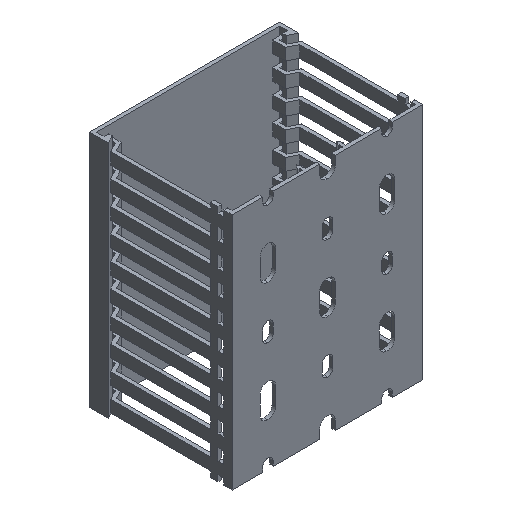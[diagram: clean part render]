
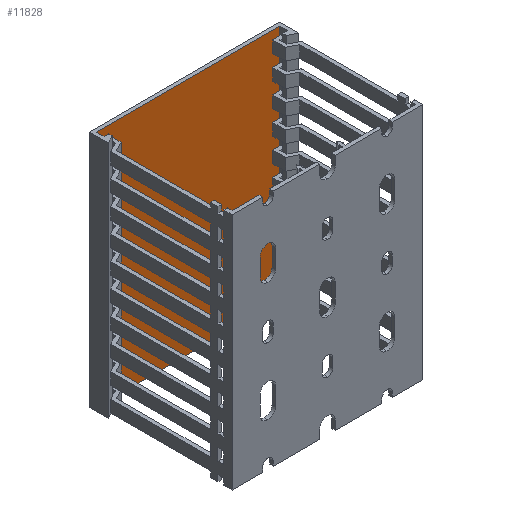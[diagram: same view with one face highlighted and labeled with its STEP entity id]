
A CAD part, isometric view. The second image highlights one B-rep face of the part: STEP entity #11828.
In plain terms, the highlighted planar face has unit normal (0, -1, 0).
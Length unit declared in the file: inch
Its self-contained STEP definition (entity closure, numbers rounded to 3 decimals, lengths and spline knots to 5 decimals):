
#19 = ORIENTED_EDGE ( 'NONE', *, *, #13054, .F. ) ;
#24 = ORIENTED_EDGE ( 'NONE', *, *, #4070, .F. ) ;
#1051 = LINE ( 'NONE', #9446, #1130 ) ;
#1130 = VECTOR ( 'NONE', #7433, 39.37008 ) ;
#1380 = ORIENTED_EDGE ( 'NONE', *, *, #9280, .T. ) ;
#1761 = EDGE_LOOP ( 'NONE', ( #19, #1380, #10636, #24 ) ) ;
#1984 = DIRECTION ( 'NONE',  ( -1., 0., 0. ) ) ;
#2105 = CARTESIAN_POINT ( 'NONE',  ( 1.51575, 2.30315, 0. ) ) ;
#2306 = EDGE_CURVE ( 'NONE', #12221, #13293, #7082, .T. ) ;
#2383 = PLANE ( 'NONE',  #7089 ) ;
#2567 = CARTESIAN_POINT ( 'NONE',  ( -1.51575, 2.30315, -3.93701 ) ) ;
#4070 = EDGE_CURVE ( 'NONE', #6875, #13293, #6403, .T. ) ;
#4246 = CARTESIAN_POINT ( 'NONE',  ( -1.51575, 2.30315, -3.93701 ) ) ;
#5332 = VECTOR ( 'NONE', #12743, 39.37008 ) ;
#6153 = VERTEX_POINT ( 'NONE', #6684 ) ;
#6403 = LINE ( 'NONE', #2567, #13107 ) ;
#6684 = CARTESIAN_POINT ( 'NONE',  ( 1.51575, 2.30315, -3.93701 ) ) ;
#6875 = VERTEX_POINT ( 'NONE', #4246 ) ;
#7082 = LINE ( 'NONE', #12194, #7985 ) ;
#7089 = AXIS2_PLACEMENT_3D ( 'NONE', #12599, #8489, #10641 ) ;
#7433 = DIRECTION ( 'NONE',  ( -1., 0., 0. ) ) ;
#7692 = CARTESIAN_POINT ( 'NONE',  ( 1.51575, 2.30315, -3.93701 ) ) ;
#7985 = VECTOR ( 'NONE', #1984, 39.37008 ) ;
#8489 = DIRECTION ( 'NONE',  ( 0., -1., 0. ) ) ;
#9280 = EDGE_CURVE ( 'NONE', #6153, #12221, #9714, .T. ) ;
#9446 = CARTESIAN_POINT ( 'NONE',  ( 0., 2.30315, -3.93701 ) ) ;
#9499 = FACE_OUTER_BOUND ( 'NONE', #1761, .T. ) ;
#9687 = DIRECTION ( 'NONE',  ( 0., 0., 1. ) ) ;
#9714 = LINE ( 'NONE', #7692, #5332 ) ;
#10636 = ORIENTED_EDGE ( 'NONE', *, *, #2306, .T. ) ;
#10641 = DIRECTION ( 'NONE',  ( 0., 0., -1. ) ) ;
#11617 = CARTESIAN_POINT ( 'NONE',  ( -1.51575, 2.30315, 0. ) ) ;
#11828 = ADVANCED_FACE ( 'NONE', ( #9499 ), #2383, .T. ) ;
#12194 = CARTESIAN_POINT ( 'NONE',  ( 0., 2.30315, 0. ) ) ;
#12221 = VERTEX_POINT ( 'NONE', #2105 ) ;
#12599 = CARTESIAN_POINT ( 'NONE',  ( -1.51575, 2.30315, -3.93701 ) ) ;
#12743 = DIRECTION ( 'NONE',  ( 0., 0., 1. ) ) ;
#13054 = EDGE_CURVE ( 'NONE', #6153, #6875, #1051, .T. ) ;
#13107 = VECTOR ( 'NONE', #9687, 39.37008 ) ;
#13293 = VERTEX_POINT ( 'NONE', #11617 ) ;
